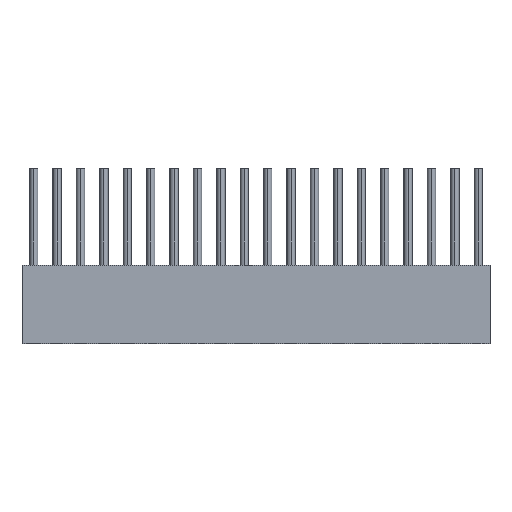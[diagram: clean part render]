
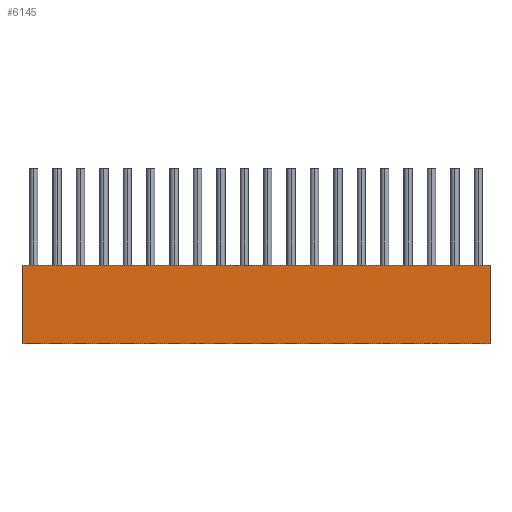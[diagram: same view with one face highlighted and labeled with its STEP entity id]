
A CAD part, top view. The second image highlights one B-rep face of the part: STEP entity #6145.
In plain terms, the highlighted planar face has unit normal (0, 0, 1).
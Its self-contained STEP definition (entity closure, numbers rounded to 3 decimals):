
#176 = VERTEX_POINT ( 'NONE', #6193 ) ;
#286 = CARTESIAN_POINT ( 'NONE',  ( 25.4, 8.5, 2.5 ) ) ;
#340 = DIRECTION ( 'NONE',  ( 0., 0., -1. ) ) ;
#348 = CARTESIAN_POINT ( 'NONE',  ( 25.4, 8.5, 2.5 ) ) ;
#499 = VERTEX_POINT ( 'NONE', #7035 ) ;
#975 = AXIS2_PLACEMENT_3D ( 'NONE', #8731, #340, #6701 ) ;
#1358 = EDGE_CURVE ( 'NONE', #4922, #2274, #4375, .T. ) ;
#1404 = DIRECTION ( 'NONE',  ( 1., 0., 0. ) ) ;
#1533 = DIRECTION ( 'NONE',  ( 0., -1., 0. ) ) ;
#1947 = EDGE_CURVE ( 'NONE', #176, #2274, #2613, .T. ) ;
#2223 = CARTESIAN_POINT ( 'NONE',  ( -25.4, 8.5, 2.5 ) ) ;
#2274 = VERTEX_POINT ( 'NONE', #8247 ) ;
#2613 = LINE ( 'NONE', #2758, #2855 ) ;
#2650 = ORIENTED_EDGE ( 'NONE', *, *, #1358, .F. ) ;
#2758 = CARTESIAN_POINT ( 'NONE',  ( -25.4, 0., 2.5 ) ) ;
#2830 = EDGE_CURVE ( 'NONE', #499, #4922, #6398, .T. ) ;
#2855 = VECTOR ( 'NONE', #5554, 1000. ) ;
#4360 = CARTESIAN_POINT ( 'NONE',  ( -25.4, 8.5, 2.5 ) ) ;
#4375 = LINE ( 'NONE', #286, #7406 ) ;
#4922 = VERTEX_POINT ( 'NONE', #348 ) ;
#5155 = VECTOR ( 'NONE', #1404, 1000. ) ;
#5230 = ORIENTED_EDGE ( 'NONE', *, *, #2830, .F. ) ;
#5554 = DIRECTION ( 'NONE',  ( 1., 0., 0. ) ) ;
#5777 = LINE ( 'NONE', #4360, #8788 ) ;
#5978 = PLANE ( 'NONE',  #975 ) ;
#6145 = ADVANCED_FACE ( 'NONE', ( #7959 ), #5978, .F. ) ;
#6193 = CARTESIAN_POINT ( 'NONE',  ( -25.4, 0., 2.5 ) ) ;
#6302 = ORIENTED_EDGE ( 'NONE', *, *, #1947, .T. ) ;
#6398 = LINE ( 'NONE', #2223, #5155 ) ;
#6701 = DIRECTION ( 'NONE',  ( -1., 0., 0. ) ) ;
#7035 = CARTESIAN_POINT ( 'NONE',  ( -25.4, 8.5, 2.5 ) ) ;
#7209 = ORIENTED_EDGE ( 'NONE', *, *, #7936, .T. ) ;
#7406 = VECTOR ( 'NONE', #1533, 1000. ) ;
#7936 = EDGE_CURVE ( 'NONE', #499, #176, #5777, .T. ) ;
#7959 = FACE_OUTER_BOUND ( 'NONE', #8852, .T. ) ;
#8247 = CARTESIAN_POINT ( 'NONE',  ( 25.4, 0., 2.5 ) ) ;
#8397 = DIRECTION ( 'NONE',  ( 0., -1., 0. ) ) ;
#8731 = CARTESIAN_POINT ( 'NONE',  ( -25.4, 8.5, 2.5 ) ) ;
#8788 = VECTOR ( 'NONE', #8397, 1000. ) ;
#8852 = EDGE_LOOP ( 'NONE', ( #6302, #2650, #5230, #7209 ) ) ;
